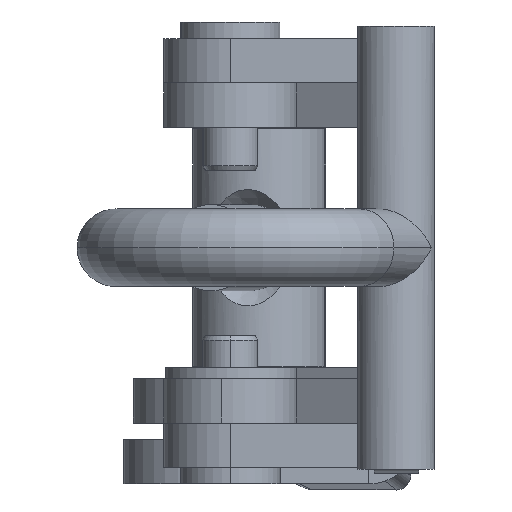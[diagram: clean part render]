
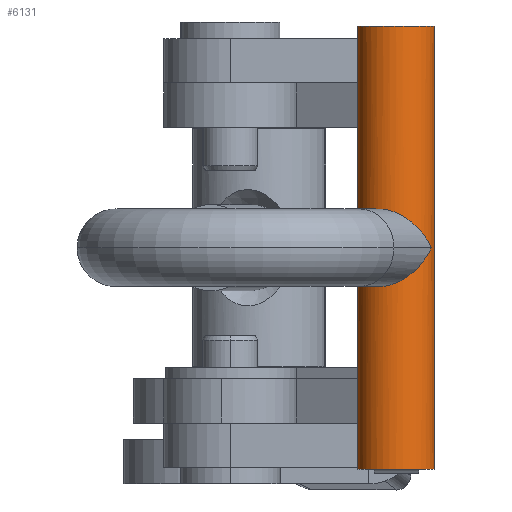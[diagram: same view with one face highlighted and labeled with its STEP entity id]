
A CAD part, left-side view. The second image highlights one B-rep face of the part: STEP entity #6131.
In plain terms, the highlighted cylindrical face has radius 3.5 mm (diameter 7 mm), a partial arc.
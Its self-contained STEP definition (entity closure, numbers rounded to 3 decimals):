
#12 = EDGE_CURVE ( 'NONE', #4894, #105, #6551, .T. ) ;
#51 = DIRECTION ( 'NONE',  ( 1., 0., 0. ) ) ;
#76 = VECTOR ( 'NONE', #5613, 1000. ) ;
#105 = VERTEX_POINT ( 'NONE', #6044 ) ;
#134 = CIRCLE ( 'NONE', #5173, 3.5 ) ;
#196 = DIRECTION ( 'NONE',  ( 1., 0., 0. ) ) ;
#458 = CARTESIAN_POINT ( 'NONE',  ( -24.679, 84.249, -20. ) ) ;
#605 = CARTESIAN_POINT ( 'NONE',  ( -28.179, 84.249, -20. ) ) ;
#753 = AXIS2_PLACEMENT_3D ( 'NONE', #458, #2728, #196 ) ;
#1139 = CARTESIAN_POINT ( 'NONE',  ( -21.179, 84.249, 0.906 ) ) ;
#1144 = EDGE_CURVE ( 'NONE', #2024, #4507, #5118, .T. ) ;
#1528 = CYLINDRICAL_SURFACE ( 'NONE', #753, 3.5 ) ;
#1714 = DIRECTION ( 'NONE',  ( 0., 0., 1. ) ) ;
#1848 = VECTOR ( 'NONE', #3648, 1000. ) ;
#1937 = CARTESIAN_POINT ( 'NONE',  ( -28.059, 85.155, 0. ) ) ;
#2024 = VERTEX_POINT ( 'NONE', #1139 ) ;
#2129 = EDGE_CURVE ( 'NONE', #2024, #5168, #6473, .T. ) ;
#2144 = CARTESIAN_POINT ( 'NONE',  ( -21.179, 84.249, -0.906 ) ) ;
#2249 = CARTESIAN_POINT ( 'NONE',  ( -21.179, 84.249, -20. ) ) ;
#2305 = CARTESIAN_POINT ( 'NONE',  ( -21.179, 84.249, -20. ) ) ;
#2502 = CARTESIAN_POINT ( 'NONE',  ( -21.179, 89.752, -6.222 ) ) ;
#2542 = VERTEX_POINT ( 'NONE', #2249 ) ;
#2655 = VERTEX_POINT ( 'NONE', #2144 ) ;
#2708 = CIRCLE ( 'NONE', #5702, 3.5 ) ;
#2728 = DIRECTION ( 'NONE',  ( 0., 0., 1. ) ) ;
#2799 = LINE ( 'NONE', #6537, #5416 ) ;
#2801 = ORIENTED_EDGE ( 'NONE', *, *, #1144, .T. ) ;
#3114 = CARTESIAN_POINT ( 'NONE',  ( -24.679, 84.249, -20. ) ) ;
#3219 = CARTESIAN_POINT ( 'NONE',  ( -26.635, 90.471, -5.503 ) ) ;
#3316 = CARTESIAN_POINT ( 'NONE',  ( -28.179, 84.249, -20. ) ) ;
#3388 = DIRECTION ( 'NONE',  ( 1., 0., 0. ) ) ;
#3392 =( BOUNDED_CURVE ( )  B_SPLINE_CURVE ( 3, ( #3701, #3219, #2502, #5262 ),
 .UNSPECIFIED., .F., .F. ) 
 B_SPLINE_CURVE_WITH_KNOTS ( ( 4, 4 ),
 ( 1.571, 4.451 ),
 .UNSPECIFIED. ) 
 CURVE ( )  GEOMETRIC_REPRESENTATION_ITEM ( )  RATIONAL_B_SPLINE_CURVE ( ( 1., 0.42, 0.42, 1. ) ) 
 REPRESENTATION_ITEM ( '' )  );
#3408 = DIRECTION ( 'NONE',  ( 0., 0., 1. ) ) ;
#3437 = CARTESIAN_POINT ( 'NONE',  ( -24.679, 84.249, 20. ) ) ;
#3623 = EDGE_CURVE ( 'NONE', #2542, #4894, #2708, .T. ) ;
#3648 = DIRECTION ( 'NONE',  ( 0., 0., 1. ) ) ;
#3701 = CARTESIAN_POINT ( 'NONE',  ( -28.059, 85.155, 0. ) ) ;
#3914 = CARTESIAN_POINT ( 'NONE',  ( -28.059, 85.155, 0. ) ) ;
#4220 = EDGE_LOOP ( 'NONE', ( #5273, #5350, #5095, #4773, #2801, #5738, #6066 ) ) ;
#4256 = FACE_OUTER_BOUND ( 'NONE', #4220, .T. ) ;
#4507 = VERTEX_POINT ( 'NONE', #1937 ) ;
#4773 = ORIENTED_EDGE ( 'NONE', *, *, #2129, .F. ) ;
#4894 = VERTEX_POINT ( 'NONE', #3316 ) ;
#5007 = CARTESIAN_POINT ( 'NONE',  ( -21.179, 84.249, 0.906 ) ) ;
#5095 = ORIENTED_EDGE ( 'NONE', *, *, #5967, .F. ) ;
#5118 =( BOUNDED_CURVE ( )  B_SPLINE_CURVE ( 3, ( #5007, #5910, #5556, #3914 ),
 .UNSPECIFIED., .F., .T. ) 
 B_SPLINE_CURVE_WITH_KNOTS ( ( 4, 4 ),
 ( 1.833, 4.712 ),
 .UNSPECIFIED. ) 
 CURVE ( )  GEOMETRIC_REPRESENTATION_ITEM ( )  RATIONAL_B_SPLINE_CURVE ( ( 1., 0.42, 0.42, 1. ) ) 
 REPRESENTATION_ITEM ( '' )  );
#5168 = VERTEX_POINT ( 'NONE', #6115 ) ;
#5173 = AXIS2_PLACEMENT_3D ( 'NONE', #3437, #3408, #3388 ) ;
#5262 = CARTESIAN_POINT ( 'NONE',  ( -21.179, 84.249, -0.906 ) ) ;
#5273 = ORIENTED_EDGE ( 'NONE', *, *, #3623, .T. ) ;
#5350 = ORIENTED_EDGE ( 'NONE', *, *, #12, .T. ) ;
#5416 = VECTOR ( 'NONE', #6259, 1000. ) ;
#5556 = CARTESIAN_POINT ( 'NONE',  ( -26.635, 90.471, 5.503 ) ) ;
#5613 = DIRECTION ( 'NONE',  ( 0., 0., 1. ) ) ;
#5629 = EDGE_CURVE ( 'NONE', #2542, #2655, #2799, .T. ) ;
#5702 = AXIS2_PLACEMENT_3D ( 'NONE', #3114, #1714, #51 ) ;
#5738 = ORIENTED_EDGE ( 'NONE', *, *, #6105, .T. ) ;
#5910 = CARTESIAN_POINT ( 'NONE',  ( -21.179, 89.752, 6.222 ) ) ;
#5967 = EDGE_CURVE ( 'NONE', #5168, #105, #134, .T. ) ;
#6044 = CARTESIAN_POINT ( 'NONE',  ( -28.179, 84.249, 20. ) ) ;
#6066 = ORIENTED_EDGE ( 'NONE', *, *, #5629, .F. ) ;
#6105 = EDGE_CURVE ( 'NONE', #4507, #2655, #3392, .T. ) ;
#6115 = CARTESIAN_POINT ( 'NONE',  ( -21.179, 84.249, 20. ) ) ;
#6131 = ADVANCED_FACE ( 'NONE', ( #4256 ), #1528, .T. ) ;
#6259 = DIRECTION ( 'NONE',  ( 0., 0., 1. ) ) ;
#6473 = LINE ( 'NONE', #2305, #76 ) ;
#6537 = CARTESIAN_POINT ( 'NONE',  ( -21.179, 84.249, -20. ) ) ;
#6551 = LINE ( 'NONE', #605, #1848 ) ;
